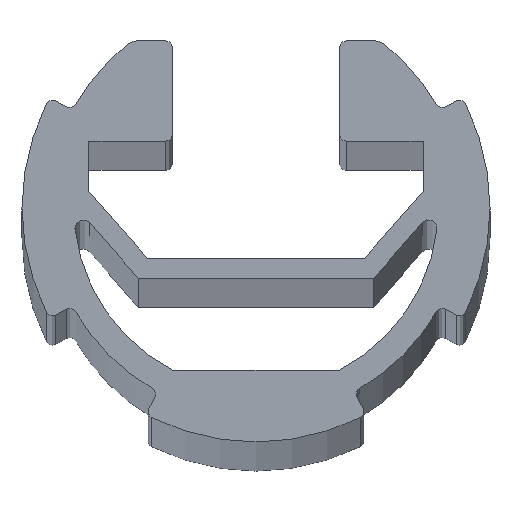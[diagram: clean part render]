
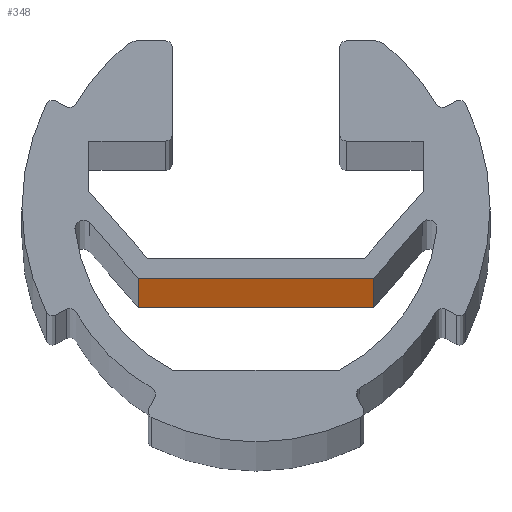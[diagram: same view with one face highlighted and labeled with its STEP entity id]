
A CAD part, top view. The second image highlights one B-rep face of the part: STEP entity #348.
In plain terms, the highlighted planar face has unit normal (0, -1, 0).
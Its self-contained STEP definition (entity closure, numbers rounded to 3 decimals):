
#54 = VERTEX_POINT ( 'NONE', #602 ) ;
#123 = VECTOR ( 'NONE', #1878, 1000. ) ;
#127 = VERTEX_POINT ( 'NONE', #618 ) ;
#167 = LINE ( 'NONE', #1919, #296 ) ;
#180 = PLANE ( 'NONE',  #808 ) ;
#232 = CARTESIAN_POINT ( 'NONE',  ( 7.045, -4.2, 0. ) ) ;
#251 = EDGE_CURVE ( 'NONE', #127, #54, #576, .T. ) ;
#296 = VECTOR ( 'NONE', #757, 1000. ) ;
#348 = ADVANCED_FACE ( 'NONE', ( #1221 ), #180, .T. ) ;
#472 = CARTESIAN_POINT ( 'NONE',  ( -7.045, -4.2, 1000. ) ) ;
#474 = VERTEX_POINT ( 'NONE', #472 ) ;
#568 = ORIENTED_EDGE ( 'NONE', *, *, #1308, .F. ) ;
#576 = LINE ( 'NONE', #1376, #614 ) ;
#602 = CARTESIAN_POINT ( 'NONE',  ( 7.045, -4.2, 0. ) ) ;
#614 = VECTOR ( 'NONE', #924, 1000. ) ;
#618 = CARTESIAN_POINT ( 'NONE',  ( 7.045, -4.2, 1000. ) ) ;
#757 = DIRECTION ( 'NONE',  ( -1., 0., 0. ) ) ;
#769 = CARTESIAN_POINT ( 'NONE',  ( -7.045, -4.2, 0. ) ) ;
#808 = AXIS2_PLACEMENT_3D ( 'NONE', #1360, #1620, #903 ) ;
#873 = EDGE_LOOP ( 'NONE', ( #568, #1371, #1312, #1554 ) ) ;
#903 = DIRECTION ( 'NONE',  ( 0., 0., -1. ) ) ;
#924 = DIRECTION ( 'NONE',  ( 0., 0., -1. ) ) ;
#987 = VECTOR ( 'NONE', #1197, 1000. ) ;
#1039 = CARTESIAN_POINT ( 'NONE',  ( -7.045, -4.2, 1000. ) ) ;
#1063 = EDGE_CURVE ( 'NONE', #474, #1256, #1325, .T. ) ;
#1152 = EDGE_CURVE ( 'NONE', #127, #474, #167, .T. ) ;
#1197 = DIRECTION ( 'NONE',  ( 0., 0., -1. ) ) ;
#1221 = FACE_OUTER_BOUND ( 'NONE', #873, .T. ) ;
#1256 = VERTEX_POINT ( 'NONE', #769 ) ;
#1286 = LINE ( 'NONE', #232, #123 ) ;
#1308 = EDGE_CURVE ( 'NONE', #54, #1256, #1286, .T. ) ;
#1312 = ORIENTED_EDGE ( 'NONE', *, *, #1152, .T. ) ;
#1325 = LINE ( 'NONE', #1039, #987 ) ;
#1360 = CARTESIAN_POINT ( 'NONE',  ( 7.045, -4.2, 1000. ) ) ;
#1371 = ORIENTED_EDGE ( 'NONE', *, *, #251, .F. ) ;
#1376 = CARTESIAN_POINT ( 'NONE',  ( 7.045, -4.2, 1000. ) ) ;
#1554 = ORIENTED_EDGE ( 'NONE', *, *, #1063, .T. ) ;
#1620 = DIRECTION ( 'NONE',  ( 0., -1., 0. ) ) ;
#1878 = DIRECTION ( 'NONE',  ( -1., 0., 0. ) ) ;
#1919 = CARTESIAN_POINT ( 'NONE',  ( 7.045, -4.2, 1000. ) ) ;
